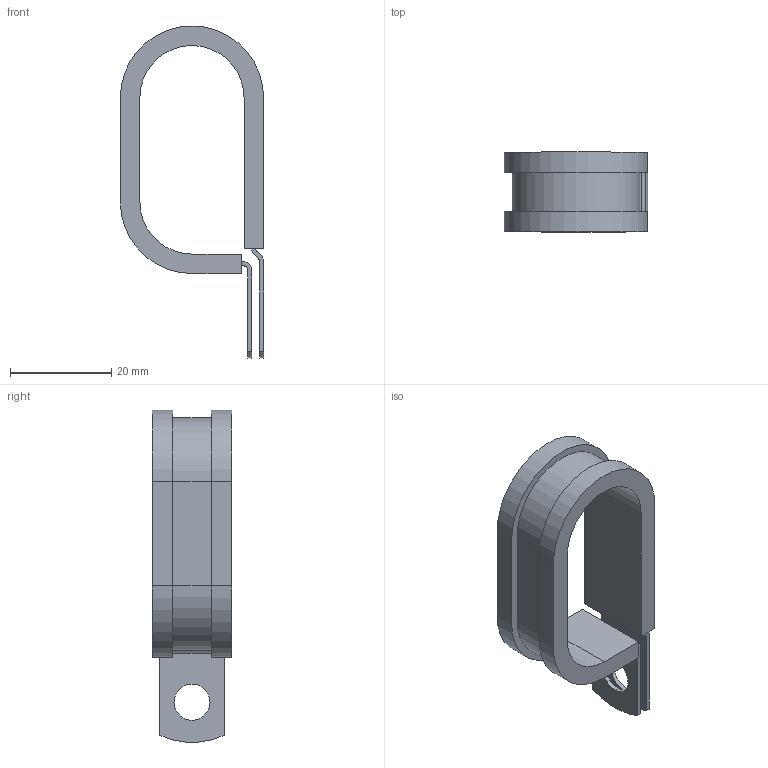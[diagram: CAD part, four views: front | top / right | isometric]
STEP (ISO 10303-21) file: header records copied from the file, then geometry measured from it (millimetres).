
FILE_DESCRIPTION (( 'STEP AP214' ), '1' );
FILE_NAME ('CDL1309SS.step', '2018-10-29T15:00:01', ( 'User' ), ( 'Microsoft' ), 'SwSTEP 2.0', 'SolidWorks 2018', '' );
FILE_SCHEMA (( 'AUTOMOTIVE_DESIGN' ));
Length unit declared in the file: inch
Products named in the file (1): CDL1309SS
Bounding box: 28.36 x 15.75 x 65.68 mm (x, y, z)
Volume: 6083.6 mm3; surface area: 6001.9 mm2
Topology: 1 solids, 1 shells, 52 faces, 148 edges, 98 vertices
Faces by surface type: plane 31, cylinder 21
Entity records: 2019 total; most frequent: CARTESIAN_POINT 299, DIRECTION 296, ORIENTED_EDGE 296, EDGE_CURVE 148, VECTOR 106, LINE 106, VERTEX_POINT 98, AXIS2_PLACEMENT_3D 95
